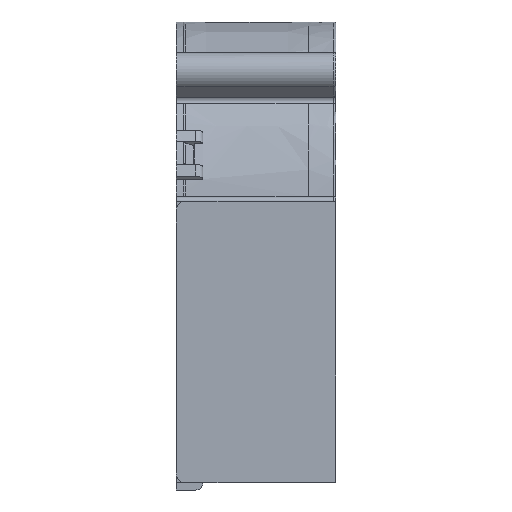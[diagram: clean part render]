
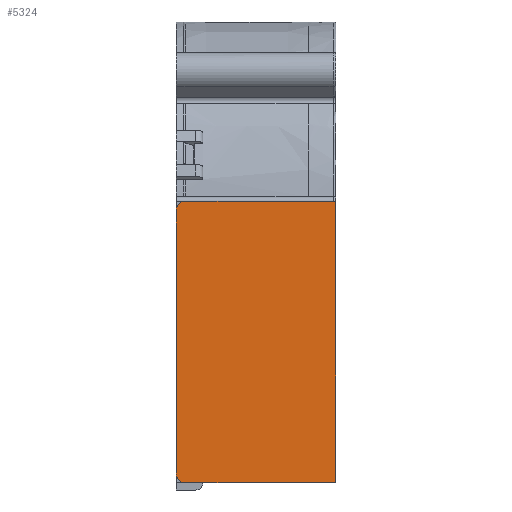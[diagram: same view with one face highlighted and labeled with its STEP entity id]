
A CAD part, left-side view. The second image highlights one B-rep face of the part: STEP entity #5324.
In plain terms, the highlighted planar face has unit normal (-1, 0, 0).
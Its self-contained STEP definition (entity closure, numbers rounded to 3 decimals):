
#640=DIRECTION('',(0.,1.,0.));
#641=VECTOR('',#640,30.2);
#642=CARTESIAN_POINT('',(-49.2,0.5,4.6));
#643=LINE('',#642,#641);
#852=DIRECTION('',(0.,0.,-1.));
#853=VECTOR('',#852,53.6);
#854=CARTESIAN_POINT('',(-49.2,32.7,2.6));
#855=LINE('',#854,#853);
#888=DIRECTION('',(0.,-1.,0.));
#889=VECTOR('',#888,30.2);
#890=CARTESIAN_POINT('',(-49.2,30.7,-53.));
#891=LINE('',#890,#889);
#912=CARTESIAN_POINT('',(-49.2,30.7,-51.));
#913=DIRECTION('',(1.,0.,0.));
#914=DIRECTION('',(0.,0.,-1.));
#915=AXIS2_PLACEMENT_3D('',#912,#913,#914);
#917=CARTESIAN_POINT('',(-49.2,30.7,2.6));
#918=DIRECTION('',(1.,0.,0.));
#919=DIRECTION('',(0.,1.,0.));
#920=AXIS2_PLACEMENT_3D('',#917,#918,#919);
#922=CARTESIAN_POINT('',(-49.2,0.5,4.1));
#923=DIRECTION('',(1.,0.,0.));
#924=DIRECTION('',(0.,0.,1.));
#925=AXIS2_PLACEMENT_3D('',#922,#923,#924);
#927=DIRECTION('',(0.,0.,-1.));
#928=VECTOR('',#927,56.6);
#929=CARTESIAN_POINT('',(-49.2,0.,4.1));
#930=LINE('',#929,#928);
#931=CARTESIAN_POINT('',(-49.2,0.5,-52.5));
#932=DIRECTION('',(1.,0.,0.));
#933=DIRECTION('',(0.,-1.,0.));
#934=AXIS2_PLACEMENT_3D('',#931,#932,#933);
#3721=CARTESIAN_POINT('',(-49.2,0.5,-53.));
#3722=VERTEX_POINT('',#3721);
#3749=CARTESIAN_POINT('',(-49.2,0.,-52.5));
#3750=VERTEX_POINT('',#3749);
#3751=CARTESIAN_POINT('',(-49.2,0.5,4.6));
#3752=CARTESIAN_POINT('',(-49.2,0.,4.1));
#3753=VERTEX_POINT('',#3751);
#3754=VERTEX_POINT('',#3752);
#4368=CARTESIAN_POINT('',(-49.2,32.7,2.6));
#4369=VERTEX_POINT('',#4368);
#4370=CARTESIAN_POINT('',(-49.2,32.7,-51.));
#4371=VERTEX_POINT('',#4370);
#4431=CARTESIAN_POINT('',(-49.2,30.7,-53.));
#4433=VERTEX_POINT('',#4431);
#4435=CARTESIAN_POINT('',(-49.2,30.7,4.6));
#4437=VERTEX_POINT('',#4435);
#5306=CARTESIAN_POINT('',(-49.2,15.35,-24.2));
#5307=DIRECTION('',(1.,0.,0.));
#5308=DIRECTION('',(0.,0.,1.));
#5309=AXIS2_PLACEMENT_3D('',#5306,#5307,#5308);
#5310=PLANE('',#5309);
#5311=ORIENTED_EDGE('',*,*,#5271,.F.);
#5312=ORIENTED_EDGE('',*,*,#5260,.T.);
#5313=ORIENTED_EDGE('',*,*,#5207,.F.);
#5314=ORIENTED_EDGE('',*,*,#4958,.T.);
#5315=ORIENTED_EDGE('',*,*,#4984,.F.);
#5317=ORIENTED_EDGE('',*,*,#5316,.T.);
#5319=ORIENTED_EDGE('',*,*,#5318,.T.);
#5321=ORIENTED_EDGE('',*,*,#5320,.T.);
#5322=EDGE_LOOP('',(#5311,#5312,#5313,#5314,#5315,#5317,#5319,#5321));
#5323=FACE_OUTER_BOUND('',#5322,.F.);
#5324=ADVANCED_FACE('',(#5323),#5310,.F.);
#916=CIRCLE('',#915,2.);
#921=CIRCLE('',#920,2.);
#926=CIRCLE('',#925,0.5);
#935=CIRCLE('',#934,0.5);
#4958=EDGE_CURVE('',#4369,#4437,#921,.T.);
#4984=EDGE_CURVE('',#3753,#4437,#643,.T.);
#5207=EDGE_CURVE('',#4369,#4371,#855,.T.);
#5260=EDGE_CURVE('',#4433,#4371,#916,.T.);
#5271=EDGE_CURVE('',#4433,#3722,#891,.T.);
#5316=EDGE_CURVE('',#3753,#3754,#926,.T.);
#5318=EDGE_CURVE('',#3754,#3750,#930,.T.);
#5320=EDGE_CURVE('',#3750,#3722,#935,.T.);
